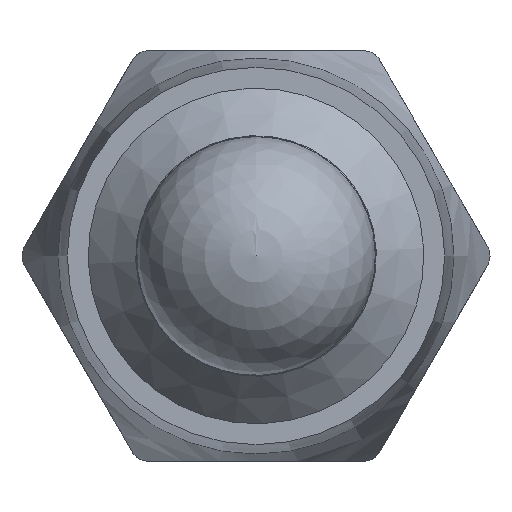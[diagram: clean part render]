
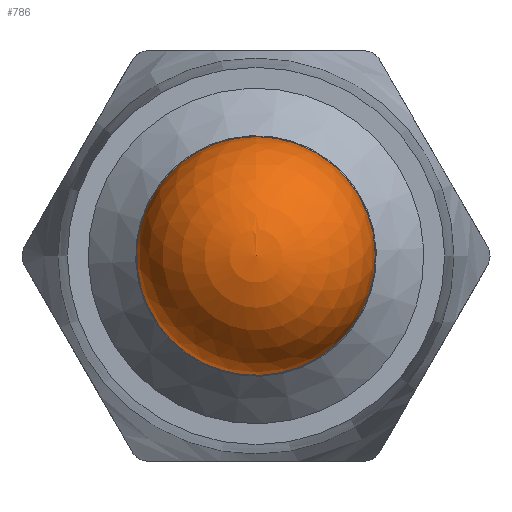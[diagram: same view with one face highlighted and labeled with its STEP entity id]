
A CAD part, front view. The second image highlights one B-rep face of the part: STEP entity #786.
In plain terms, the highlighted spherical face has radius 6.4 mm.
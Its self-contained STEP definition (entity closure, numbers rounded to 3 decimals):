
#72=SPHERICAL_SURFACE('',#898,6.4);
#116=FACE_OUTER_BOUND('',#169,.T.);
#169=EDGE_LOOP('',(#674,#675,#676,#677));
#279=CIRCLE('',#893,6.4);
#280=CIRCLE('',#894,6.4);
#282=CIRCLE('',#899,6.4);
#353=VERTEX_POINT('',#1538);
#354=VERTEX_POINT('',#1540);
#356=VERTEX_POINT('',#1550);
#458=EDGE_CURVE('',#353,#354,#279,.T.);
#459=EDGE_CURVE('',#354,#353,#280,.T.);
#463=EDGE_CURVE('',#354,#356,#282,.T.);
#674=ORIENTED_EDGE('',*,*,#459,.F.);
#675=ORIENTED_EDGE('',*,*,#463,.T.);
#676=ORIENTED_EDGE('',*,*,#463,.F.);
#677=ORIENTED_EDGE('',*,*,#458,.F.);
#786=ADVANCED_FACE('',(#116),#72,.T.);
#893=AXIS2_PLACEMENT_3D('',#1541,#1104,#1105);
#894=AXIS2_PLACEMENT_3D('',#1542,#1106,#1107);
#898=AXIS2_PLACEMENT_3D('',#1549,#1116,#1117);
#899=AXIS2_PLACEMENT_3D('',#1551,#1118,#1119);
#1104=DIRECTION('center_axis',(0.,1.,0.));
#1105=DIRECTION('ref_axis',(0.128,0.,0.992));
#1106=DIRECTION('center_axis',(0.,1.,0.));
#1107=DIRECTION('ref_axis',(0.128,0.,0.992));
#1116=DIRECTION('center_axis',(0.,1.,0.));
#1117=DIRECTION('ref_axis',(0.,0.,-1.));
#1118=DIRECTION('center_axis',(1.,0.,0.));
#1119=DIRECTION('ref_axis',(0.,0.,1.));
#1538=CARTESIAN_POINT('',(-0.818,-7.4,-6.348));
#1540=CARTESIAN_POINT('',(0.,-7.4,6.4));
#1541=CARTESIAN_POINT('Origin',(0.,-7.4,0.));
#1542=CARTESIAN_POINT('Origin',(0.,-7.4,0.));
#1549=CARTESIAN_POINT('Origin',(0.,-7.4,0.));
#1550=CARTESIAN_POINT('',(0.,-13.8,0.));
#1551=CARTESIAN_POINT('Origin',(0.,-7.4,0.));
